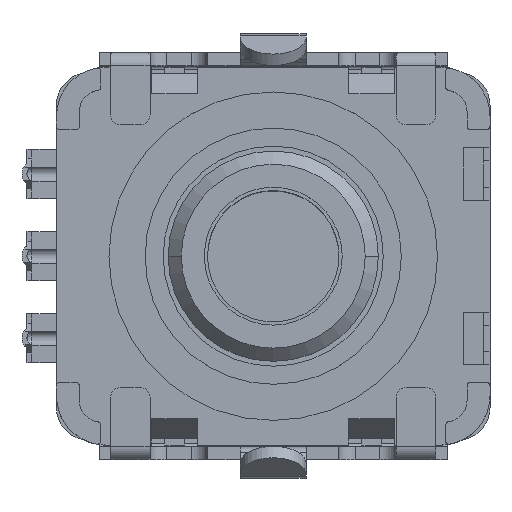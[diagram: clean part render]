
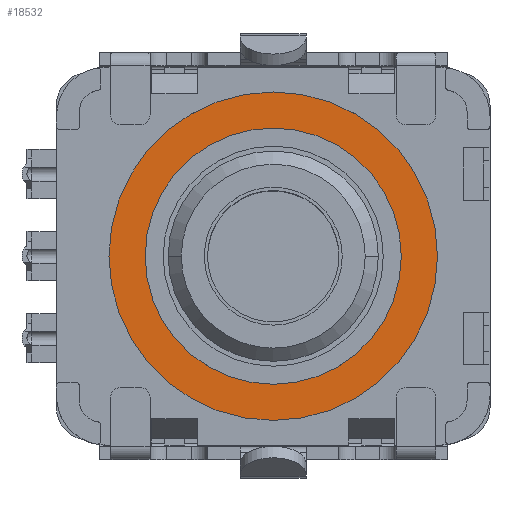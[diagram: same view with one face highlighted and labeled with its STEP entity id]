
A CAD part, top view. The second image highlights one B-rep face of the part: STEP entity #18532.
In plain terms, the highlighted planar face has unit normal (0, 0, 1).
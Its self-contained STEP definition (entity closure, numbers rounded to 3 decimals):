
#6673=CARTESIAN_POINT('',(6.6,6.77,-4.726));
#6674=DIRECTION('',(0.,0.,1.));
#6675=DIRECTION('',(1.,0.,0.));
#6676=AXIS2_PLACEMENT_3D('',#6673,#6674,#6675);
#6678=CARTESIAN_POINT('',(6.6,6.77,-4.726));
#6679=DIRECTION('',(0.,0.,1.));
#6680=DIRECTION('',(-1.,0.,0.));
#6681=AXIS2_PLACEMENT_3D('',#6678,#6679,#6680);
#6683=CARTESIAN_POINT('',(6.6,6.77,-4.726));
#6684=DIRECTION('',(0.,0.,-1.));
#6685=DIRECTION('',(1.,0.,0.));
#6686=AXIS2_PLACEMENT_3D('',#6683,#6684,#6685);
#6688=CARTESIAN_POINT('',(6.6,6.77,-4.726));
#6689=DIRECTION('',(0.,0.,-1.));
#6690=DIRECTION('',(-1.,0.,0.));
#6691=AXIS2_PLACEMENT_3D('',#6688,#6689,#6690);
#8232=CARTESIAN_POINT('',(11.6,6.77,-4.726));
#8233=CARTESIAN_POINT('',(1.6,6.77,-4.726));
#8234=VERTEX_POINT('',#8232);
#8235=VERTEX_POINT('',#8233);
#8236=CARTESIAN_POINT('',(10.5,6.77,-4.726));
#8237=CARTESIAN_POINT('',(2.7,6.77,-4.726));
#8238=VERTEX_POINT('',#8236);
#8239=VERTEX_POINT('',#8237);
#18517=CARTESIAN_POINT('',(6.6,6.77,-4.726));
#18518=DIRECTION('',(0.,0.,1.));
#18519=DIRECTION('',(1.,0.,0.));
#18520=AXIS2_PLACEMENT_3D('',#18517,#18518,#18519);
#18521=PLANE('',#18520);
#18522=ORIENTED_EDGE('',*,*,#18497,.F.);
#18523=ORIENTED_EDGE('',*,*,#18511,.F.);
#18524=EDGE_LOOP('',(#18522,#18523));
#18525=FACE_OUTER_BOUND('',#18524,.F.);
#18527=ORIENTED_EDGE('',*,*,#18526,.F.);
#18529=ORIENTED_EDGE('',*,*,#18528,.F.);
#18530=EDGE_LOOP('',(#18527,#18529));
#18531=FACE_BOUND('',#18530,.F.);
#18532=ADVANCED_FACE('',(#18525,#18531),#18521,.T.);
#6677=CIRCLE('',#6676,5.);
#6682=CIRCLE('',#6681,5.);
#6687=CIRCLE('',#6686,3.9);
#6692=CIRCLE('',#6691,3.9);
#18497=EDGE_CURVE('',#8234,#8235,#6677,.T.);
#18511=EDGE_CURVE('',#8235,#8234,#6682,.T.);
#18526=EDGE_CURVE('',#8238,#8239,#6687,.T.);
#18528=EDGE_CURVE('',#8239,#8238,#6692,.T.);
